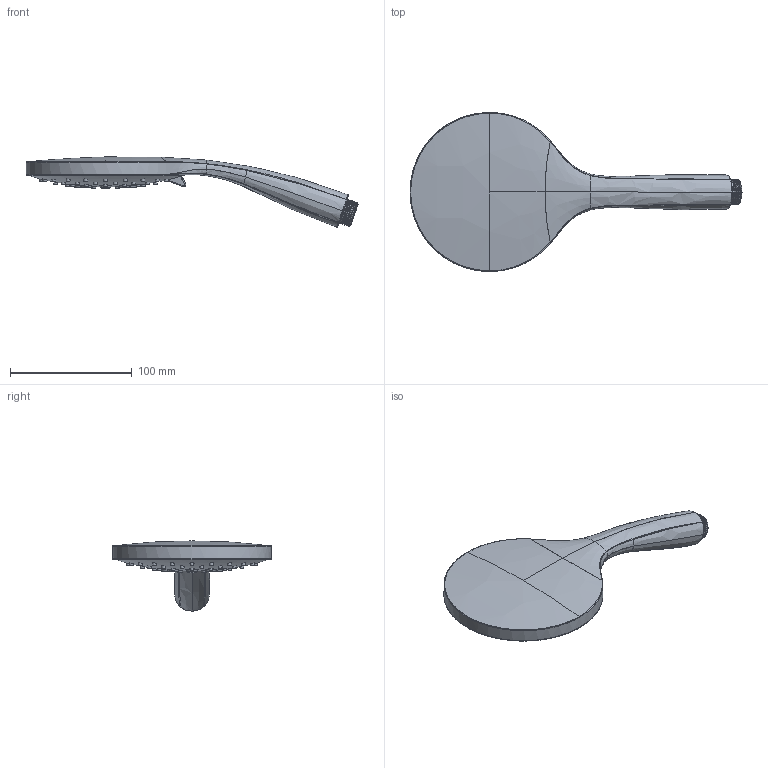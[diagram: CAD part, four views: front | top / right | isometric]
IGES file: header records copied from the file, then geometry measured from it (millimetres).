
Start section: C
Global section: file name: M376.igs; native system: By Siemens PLM Incorporated; preprocessor: XPlus GENERIC/IGES 18.0.17; author: Author; organization: Title; date: 20160421.103026; units: millimetre
Bounding box: 272.66 x 130.56 x 57.6 mm (x, y, z)
Volume: 2023.2 mm3; surface area: 51974.9 mm2
Topology: 2 solids, 2 shells, 1463 faces, 7824 edges, 7535 vertices
Faces by surface type: bspline 1463
